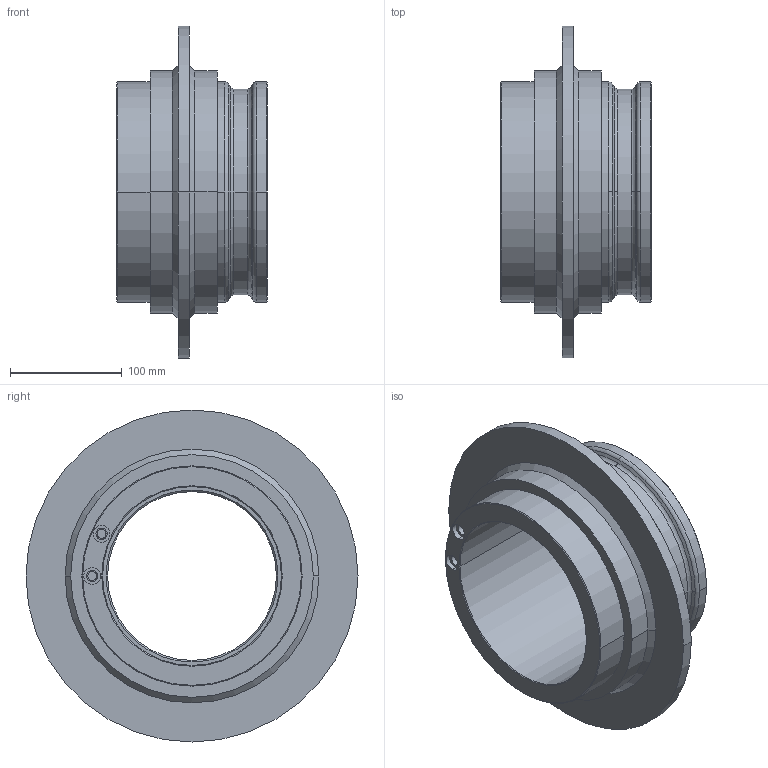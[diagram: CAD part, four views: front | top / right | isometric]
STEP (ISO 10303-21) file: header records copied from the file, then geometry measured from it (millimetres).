
FILE_DESCRIPTION( ( '' ), '1' );
FILE_NAME( 'SAM11-160.stp', '2015-08-27T12:06:05', ( '' ), ( '' ), ' ', ' ', ' ' );
FILE_SCHEMA( ( 'automotive_design' ) );
Length unit declared in the file: millimetre
Products named in the file (1): 1
Bounding box: 135 x 297 x 297 mm (x, y, z)
Volume: 2063220.9 mm3; surface area: 259358.2 mm2
Topology: 1 solids, 1 shells, 69 faces, 154 edges, 98 vertices
Faces by surface type: cylinder 30, cone 18, plane 13, torus 8
Entity records: 3802 total; most frequent: DIRECTION 400, STYLED_ITEM 322, PRESENTATION_STYLE_ASSIGNMENT 322, CARTESIAN_POINT 322, COLOUR_RGB 322, ORIENTED_EDGE 308, AXIS2_PLACEMENT_3D 176, EDGE_CURVE 154
